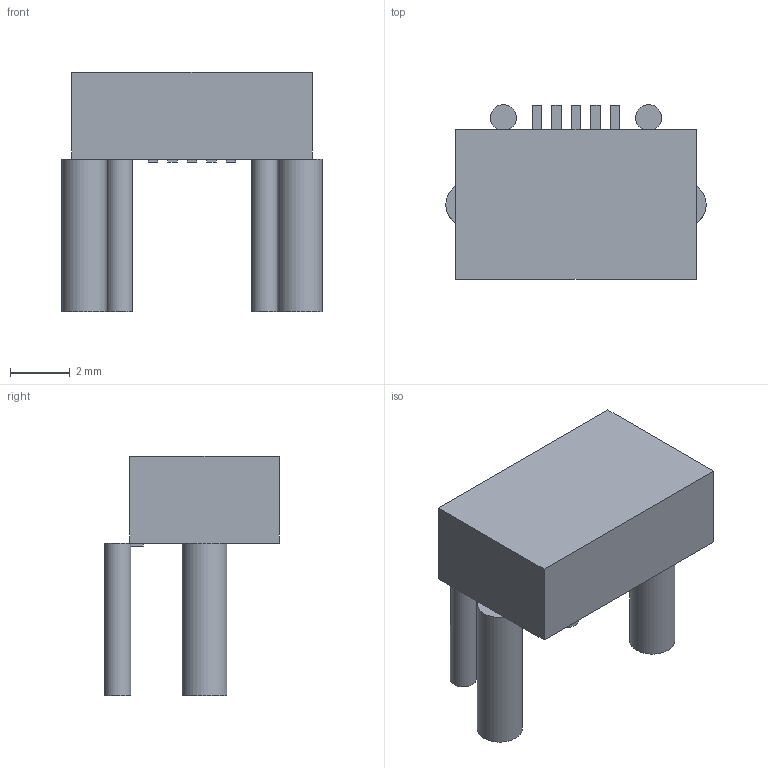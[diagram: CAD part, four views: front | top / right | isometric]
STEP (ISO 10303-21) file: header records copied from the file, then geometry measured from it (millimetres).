
FILE_DESCRIPTION(('FreeCAD Model'),'2;1');
FILE_NAME('4678579.1.3.stp','2020-09-09T12:18:04',( 'Author'),(''),'Open CASCADE STEP processor 6.9','FreeCAD','Unknown' );
FILE_SCHEMA(('AUTOMOTIVE_DESIGN { 1 0 10303 214 1 1 1 1 }'));
Length unit declared in the file: millimetre
Products named in the file (4): ASSEMBLY; Body; Pins; Leads
Assembly tree (6 placements, depth 2):
  ASSEMBLY
    Body
    Pins
    Leads  x4
Bounding box: 8.7 x 5.83 x 8 mm (x, y, z)
Volume: 212.8 mm3; surface area: 502.9 mm2
Topology: 22 solids, 22 shells, 84 faces, 120 edges, 80 vertices
Faces by surface type: plane 68, cylinder 16
Full cylindrical faces by diameter (mm): 0.87 x8, 1.5 x8
Entity records: 2393 total; most frequent: DIRECTION 370, CARTESIAN_POINT 363, LINE 236, VECTOR 236, ORIENTED_EDGE 168, PCURVE 168, DEFINITIONAL_REPRESENTATION 168, EDGE_CURVE 84
